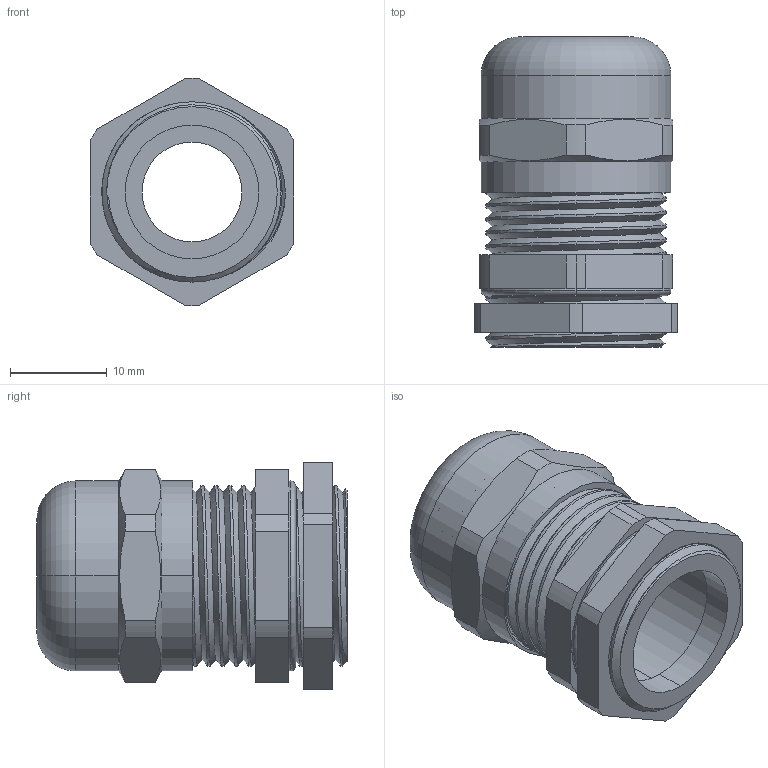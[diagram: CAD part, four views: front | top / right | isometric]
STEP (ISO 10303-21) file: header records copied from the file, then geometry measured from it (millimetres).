
FILE_DESCRIPTION (( 'STEP AP203' ), '1' );
FILE_NAME ('BSBCX-03.step', '2016-02-11T13:29:44', ( '' ), ( '' ), 'SwSTEP 2.0', 'SolidWorks 2015', '' );
FILE_SCHEMA (( 'CONFIG_CONTROL_DESIGN' ));
Length unit declared in the file: millimetre
Products named in the file (1): BSBCX-03
Bounding box: 21 x 32 x 23.5 mm (x, y, z)
Volume: 4753.9 mm3; surface area: 9104.6 mm2
Topology: 6 solids, 6 shells, 255 faces, 703 edges, 463 vertices
Faces by surface type: plane 135, cylinder 86, torus 14, bspline 11, cone 9
Entity records: 14254 total; most frequent: CARTESIAN_POINT 7829, ORIENTED_EDGE 1406, DIRECTION 1287, EDGE_CURVE 703, AXIS2_PLACEMENT_3D 475, VERTEX_POINT 463, VECTOR 337, LINE 337
